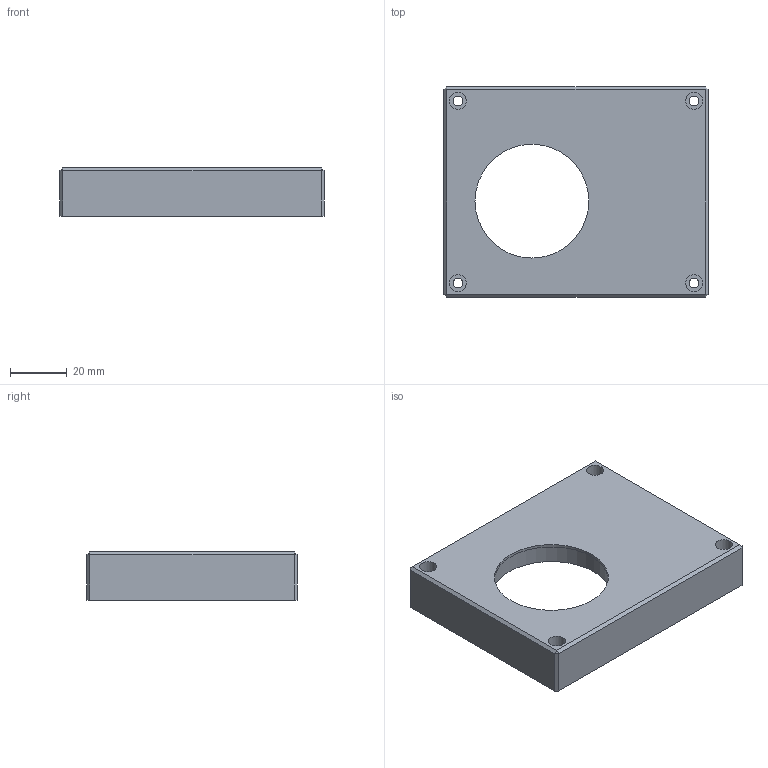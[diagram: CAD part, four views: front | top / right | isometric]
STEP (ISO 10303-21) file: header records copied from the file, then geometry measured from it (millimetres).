
FILE_DESCRIPTION(/* description */ (''),/* implementation_level */ '2;1');
FILE_NAME(/* name */ 'top_case.step',/* time_stamp */ '2026-02-16T15:16:37-08:00',/* author */ (''),/* organization */ (''),/* preprocessor_version */ 'ST-DEVELOPER v20.1',/* originating_system */ 'Autodesk Translation Framework v14.24.0.0',/* authorisation */ '');
FILE_SCHEMA (('AUTOMOTIVE_DESIGN { 1 0 10303 214 3 1 1 }'));
Length unit declared in the file: millimetre
Products named in the file (6): Manuel 1.0; V4 robot arm; Geared wrist; Bottom gearbox; Gearbox (1); Top case
Assembly tree (5 placements, depth 6):
  Manuel 1.0
    V4 robot arm
      Geared wrist
        Bottom gearbox
          Gearbox (1)
            Top case
Bounding box: 93 x 74.03 x 17 mm (x, y, z)
Volume: 64274.4 mm3; surface area: 21348.5 mm2
Topology: 1 solids, 1 shells, 44 faces, 96 edges, 60 vertices
Faces by surface type: plane 34, cylinder 10
Full cylindrical faces by diameter (mm): 3.4 x4, 6 x4, 40 x1, 42 x1
Entity records: 1344 total; most frequent: DIRECTION 226, CARTESIAN_POINT 211, ORIENTED_EDGE 192, EDGE_CURVE 96, LINE 76, VECTOR 76, AXIS2_PLACEMENT_3D 75, EDGE_LOOP 60
